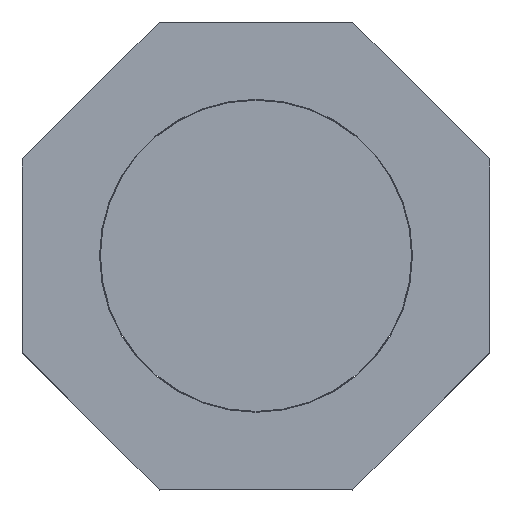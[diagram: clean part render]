
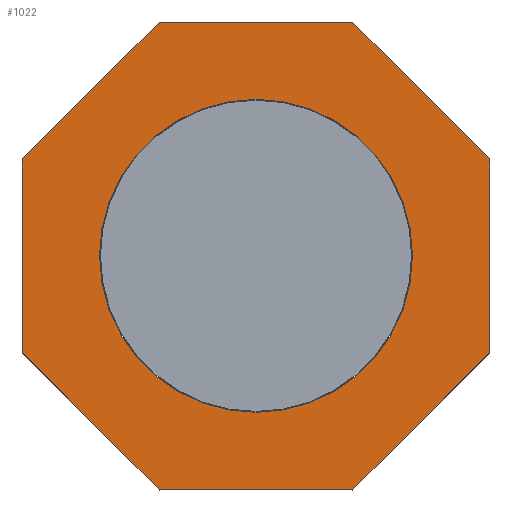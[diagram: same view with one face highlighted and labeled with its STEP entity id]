
A CAD part, top view. The second image highlights one B-rep face of the part: STEP entity #1022.
In plain terms, the highlighted planar face has unit normal (0, 0, 1).
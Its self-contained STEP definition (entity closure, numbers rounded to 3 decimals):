
#906=CARTESIAN_POINT('',(0.,0.93,1.2));
#907=VERTEX_POINT('',#906);
#923=CARTESIAN_POINT('',(0.,-0.93,1.2));
#924=VERTEX_POINT('',#923);
#931=CARTESIAN_POINT('',(0.,0.,1.2));
#932=DIRECTION('',(0.0,0.0,1.0));
#933=DIRECTION('',(0.0,1.0,0.0));
#934=AXIS2_PLACEMENT_3D('',#931,#932,#933);
#935=CIRCLE('',#934,0.93);
#936=EDGE_CURVE('',#924,#907,#935,.T.);
#941=CARTESIAN_POINT('',(-1.529,1.529,1.2));
#942=DIRECTION('',(0.0,0.0,1.0));
#943=DIRECTION('',(0.0,-1.0,0.0));
#944=AXIS2_PLACEMENT_3D('',#941,#942,#943);
#945=PLANE('',#944);
#946=CARTESIAN_POINT('',(1.39,-0.576,1.2));
#947=VERTEX_POINT('',#946);
#948=CARTESIAN_POINT('',(0.576,-1.39,1.2));
#949=VERTEX_POINT('',#948);
#950=CARTESIAN_POINT('',(1.39,-0.576,1.2));
#951=DIRECTION('',(-0.707,-0.707,0.));
#952=VECTOR('',#951,1.152);
#953=LINE('',#950,#952);
#954=EDGE_CURVE('',#947,#949,#953,.T.);
#955=ORIENTED_EDGE('',*,*,#954,.F.);
#956=CARTESIAN_POINT('',(1.39,0.576,1.2));
#957=VERTEX_POINT('',#956);
#958=CARTESIAN_POINT('',(1.39,0.576,1.2));
#959=DIRECTION('',(0.0,-1.0,0.0));
#960=VECTOR('',#959,1.152);
#961=LINE('',#958,#960);
#962=EDGE_CURVE('',#957,#947,#961,.T.);
#963=ORIENTED_EDGE('',*,*,#962,.F.);
#964=CARTESIAN_POINT('',(0.576,1.39,1.2));
#965=VERTEX_POINT('',#964);
#966=CARTESIAN_POINT('',(0.576,1.39,1.2));
#967=DIRECTION('',(0.707,-0.707,0.));
#968=VECTOR('',#967,1.152);
#969=LINE('',#966,#968);
#970=EDGE_CURVE('',#965,#957,#969,.T.);
#971=ORIENTED_EDGE('',*,*,#970,.F.);
#972=CARTESIAN_POINT('',(-0.576,1.39,1.2));
#973=VERTEX_POINT('',#972);
#974=CARTESIAN_POINT('',(-0.576,1.39,1.2));
#975=DIRECTION('',(1.0,0.0,0.0));
#976=VECTOR('',#975,1.152);
#977=LINE('',#974,#976);
#978=EDGE_CURVE('',#973,#965,#977,.T.);
#979=ORIENTED_EDGE('',*,*,#978,.F.);
#980=CARTESIAN_POINT('',(-1.39,0.576,1.2));
#981=VERTEX_POINT('',#980);
#982=CARTESIAN_POINT('',(-1.39,0.576,1.2));
#983=DIRECTION('',(0.707,0.707,0.));
#984=VECTOR('',#983,1.152);
#985=LINE('',#982,#984);
#986=EDGE_CURVE('',#981,#973,#985,.T.);
#987=ORIENTED_EDGE('',*,*,#986,.F.);
#988=CARTESIAN_POINT('',(-1.39,-0.576,1.2));
#989=VERTEX_POINT('',#988);
#990=CARTESIAN_POINT('',(-1.39,-0.576,1.2));
#991=DIRECTION('',(0.0,1.0,0.0));
#992=VECTOR('',#991,1.152);
#993=LINE('',#990,#992);
#994=EDGE_CURVE('',#989,#981,#993,.T.);
#995=ORIENTED_EDGE('',*,*,#994,.F.);
#996=CARTESIAN_POINT('',(-0.576,-1.39,1.2));
#997=VERTEX_POINT('',#996);
#998=CARTESIAN_POINT('',(-0.576,-1.39,1.2));
#999=DIRECTION('',(-0.707,0.707,0.));
#1000=VECTOR('',#999,1.152);
#1001=LINE('',#998,#1000);
#1002=EDGE_CURVE('',#997,#989,#1001,.T.);
#1003=ORIENTED_EDGE('',*,*,#1002,.F.);
#1004=CARTESIAN_POINT('',(0.576,-1.39,1.2));
#1005=DIRECTION('',(-1.0,0.0,0.0));
#1006=VECTOR('',#1005,1.152);
#1007=LINE('',#1004,#1006);
#1008=EDGE_CURVE('',#949,#997,#1007,.T.);
#1009=ORIENTED_EDGE('',*,*,#1008,.F.);
#1010=EDGE_LOOP('',(#955,#963,#971,#979,#987,#995,#1003,#1009));
#1011=FACE_OUTER_BOUND('',#1010,.T.);
#1012=CARTESIAN_POINT('',(0.,0.,1.2));
#1013=DIRECTION('',(0.0,0.0,1.0));
#1014=DIRECTION('',(0.0,1.0,0.0));
#1015=AXIS2_PLACEMENT_3D('',#1012,#1013,#1014);
#1016=CIRCLE('',#1015,0.93);
#1017=EDGE_CURVE('',#907,#924,#1016,.T.);
#1018=ORIENTED_EDGE('',*,*,#1017,.F.);
#1019=ORIENTED_EDGE('',*,*,#936,.F.);
#1020=EDGE_LOOP('',(#1018,#1019));
#1021=FACE_BOUND('',#1020,.T.);
#1022=ADVANCED_FACE('',(#1011,#1021),#945,.T.);
